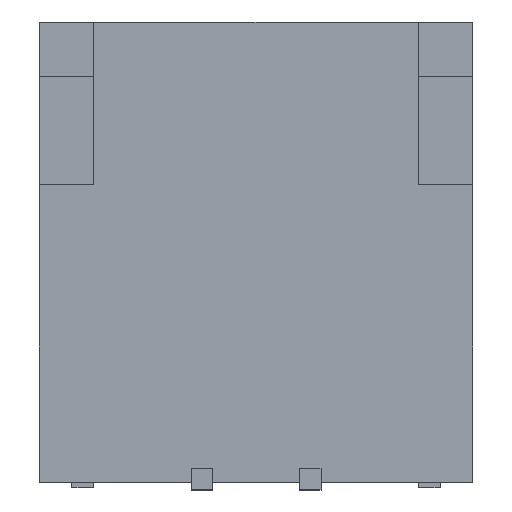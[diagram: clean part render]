
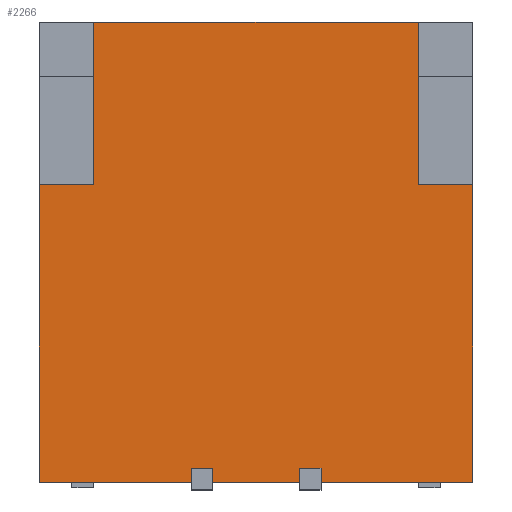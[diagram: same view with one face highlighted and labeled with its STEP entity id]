
A CAD part, front view. The second image highlights one B-rep face of the part: STEP entity #2266.
In plain terms, the highlighted planar face has unit normal (0, -1, 0).
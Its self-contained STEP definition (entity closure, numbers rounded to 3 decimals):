
#1402=CARTESIAN_POINT('',(-1.5,-1.45,4.32));
#1403=VERTEX_POINT('',#1402);
#1410=CARTESIAN_POINT('',(1.5,-1.45,4.32));
#1411=VERTEX_POINT('',#1410);
#1412=CARTESIAN_POINT('',(-1.5,-1.45,4.32));
#1413=DIRECTION('',(1.0,0.0,0.0));
#1414=VECTOR('',#1413,3.);
#1415=LINE('',#1412,#1414);
#1416=EDGE_CURVE('',#1403,#1411,#1415,.T.);
#1634=CARTESIAN_POINT('',(-2.,-1.45,0.07));
#1635=VERTEX_POINT('',#1634);
#1642=CARTESIAN_POINT('',(-2.,-1.45,2.82));
#1643=VERTEX_POINT('',#1642);
#1644=CARTESIAN_POINT('',(-2.,-1.45,0.07));
#1645=DIRECTION('',(0.0,0.0,1.0));
#1646=VECTOR('',#1645,2.75);
#1647=LINE('',#1644,#1646);
#1648=EDGE_CURVE('',#1635,#1643,#1647,.T.);
#1705=CARTESIAN_POINT('',(2.,-1.45,0.07));
#1706=VERTEX_POINT('',#1705);
#1707=CARTESIAN_POINT('',(2.,-1.45,0.07));
#1708=DIRECTION('',(-1.0,0.0,0.0));
#1709=VECTOR('',#1708,4.);
#1710=LINE('',#1707,#1709);
#1711=EDGE_CURVE('',#1706,#1635,#1710,.T.);
#1780=CARTESIAN_POINT('',(2.,-1.45,2.82));
#1781=VERTEX_POINT('',#1780);
#1788=CARTESIAN_POINT('',(2.,-1.45,2.82));
#1789=DIRECTION('',(0.0,0.0,-1.0));
#1790=VECTOR('',#1789,2.75);
#1791=LINE('',#1788,#1790);
#1792=EDGE_CURVE('',#1781,#1706,#1791,.T.);
#1943=CARTESIAN_POINT('',(1.5,-1.45,2.82));
#1944=VERTEX_POINT('',#1943);
#1945=CARTESIAN_POINT('',(1.5,-1.45,4.32));
#1946=DIRECTION('',(0.0,0.0,-1.0));
#1947=VECTOR('',#1946,1.5);
#1948=LINE('',#1945,#1947);
#1949=EDGE_CURVE('',#1411,#1944,#1948,.T.);
#2000=CARTESIAN_POINT('',(-1.5,-1.45,2.82));
#2001=VERTEX_POINT('',#2000);
#2008=CARTESIAN_POINT('',(-1.5,-1.45,4.32));
#2009=DIRECTION('',(0.0,0.0,-1.0));
#2010=VECTOR('',#2009,1.5);
#2011=LINE('',#2008,#2010);
#2012=EDGE_CURVE('',#1403,#2001,#2011,.T.);
#2241=CARTESIAN_POINT('',(2.2,-1.45,-0.143));
#2242=DIRECTION('',(0.0,1.0,0.0));
#2243=DIRECTION('',(-1.0,0.0,0.0));
#2244=AXIS2_PLACEMENT_3D('',#2241,#2242,#2243);
#2245=PLANE('',#2244);
#2246=ORIENTED_EDGE('',*,*,#1711,.F.);
#2247=ORIENTED_EDGE('',*,*,#1792,.F.);
#2248=CARTESIAN_POINT('',(1.5,-1.45,2.82));
#2249=DIRECTION('',(1.0,0.0,0.0));
#2250=VECTOR('',#2249,0.5);
#2251=LINE('',#2248,#2250);
#2252=EDGE_CURVE('',#1944,#1781,#2251,.T.);
#2253=ORIENTED_EDGE('',*,*,#2252,.F.);
#2254=ORIENTED_EDGE('',*,*,#1949,.F.);
#2255=ORIENTED_EDGE('',*,*,#1416,.F.);
#2256=ORIENTED_EDGE('',*,*,#2012,.T.);
#2257=CARTESIAN_POINT('',(-1.5,-1.45,2.82));
#2258=DIRECTION('',(-1.0,0.0,0.0));
#2259=VECTOR('',#2258,0.5);
#2260=LINE('',#2257,#2259);
#2261=EDGE_CURVE('',#2001,#1643,#2260,.T.);
#2262=ORIENTED_EDGE('',*,*,#2261,.T.);
#2263=ORIENTED_EDGE('',*,*,#1648,.F.);
#2264=EDGE_LOOP('',(#2246,#2247,#2253,#2254,#2255,#2256,#2262,#2263));
#2265=FACE_OUTER_BOUND('',#2264,.T.);
#2266=ADVANCED_FACE('',(#2265),#2245,.F.);
